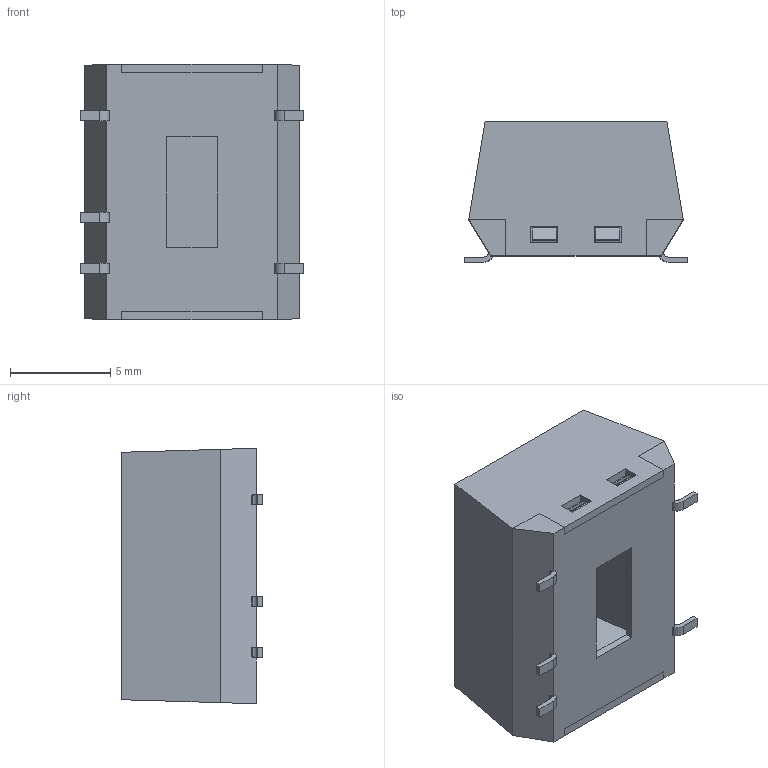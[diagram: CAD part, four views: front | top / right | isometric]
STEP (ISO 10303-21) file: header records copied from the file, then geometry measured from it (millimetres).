
FILE_DESCRIPTION (( 'STEP AP214' ), '1' );
FILE_NAME ('R1SE-0512_H2-R.STEP', '2021-02-17T04:52:18', ( '' ), ( '' ), 'SwSTEP 2.0', 'SolidWorks 2017', '' );
FILE_SCHEMA (( 'AUTOMOTIVE_DESIGN' ));
Length unit declared in the file: millimetre
Products named in the file (1): R1SE-0512_H2-R
Bounding box: 11.1 x 7 x 12.75 mm (x, y, z)
Volume: 216.7 mm3; surface area: 1059.7 mm2
Topology: 7 solids, 7 shells, 258 faces, 699 edges, 466 vertices
Faces by surface type: plane 218, cylinder 40
Entity records: 8151 total; most frequent: CARTESIAN_POINT 1424, ORIENTED_EDGE 1398, DIRECTION 1297, EDGE_CURVE 699, VECTOR 619, LINE 619, VERTEX_POINT 466, AXIS2_PLACEMENT_3D 339
